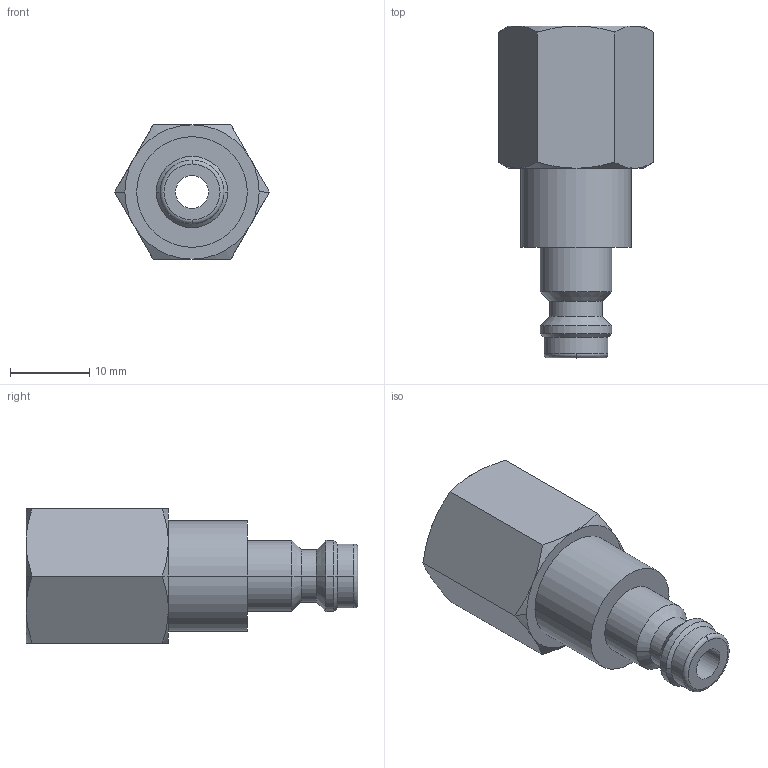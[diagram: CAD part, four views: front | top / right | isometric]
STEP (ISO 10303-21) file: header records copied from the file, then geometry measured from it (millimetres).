
FILE_DESCRIPTION(('STEP AP214'),'1');
FILE_NAME('esmn_141_niab.stp','2020-03-05T08:33:02',('TraceParts'),('TraceParts S.A.'),'Spatial InterOp 3D',' ',' ');
FILE_SCHEMA(('automotive_design'));
Length unit declared in the file: millimetre
Products named in the file (1): 1
Bounding box: 19.63 x 42 x 17 mm (x, y, z)
Volume: 5242.7 mm3; surface area: 3093.1 mm2
Topology: 1 solids, 1 shells, 51 faces, 109 edges, 63 vertices
Faces by surface type: cone 24, cylinder 14, plane 11, torus 2
Entity records: 1816 total; most frequent: CARTESIAN_POINT 320, DIRECTION 242, ORIENTED_EDGE 218, EDGE_CURVE 109, AXIS2_PLACEMENT_3D 105, VERTEX_POINT 63, EDGE_LOOP 56, CIRCLE 53
